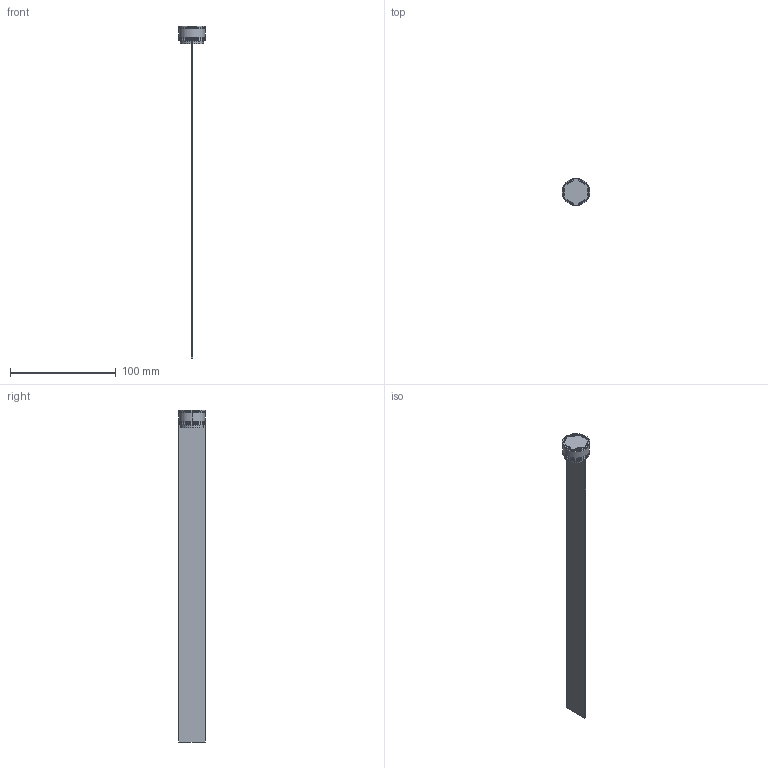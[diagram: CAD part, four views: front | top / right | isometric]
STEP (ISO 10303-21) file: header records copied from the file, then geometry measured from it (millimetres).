
FILE_DESCRIPTION (( 'STEP AP203' ), '1' );
FILE_NAME ('cdd2.STEP', '2023-09-26T16:51:01', ( '' ), ( '' ), 'SwSTEP 2.0', 'SolidWorks 2019', '' );
FILE_SCHEMA (( 'CONFIG_CONTROL_DESIGN' ));
Length unit declared in the file: millimetre
Products named in the file (1): cdd2
Bounding box: 26 x 25.98 x 314 mm (x, y, z)
Volume: 15660.9 mm3; surface area: 20050.4 mm2
Topology: 3 solids, 3 shells, 100 faces, 224 edges, 140 vertices
Faces by surface type: plane 44, cylinder 33, torus 12, cone 11
Entity records: 2881 total; most frequent: DIRECTION 518, CARTESIAN_POINT 513, ORIENTED_EDGE 448, EDGE_CURVE 224, AXIS2_PLACEMENT_3D 209, VERTEX_POINT 140, EDGE_LOOP 110, CIRCLE 108
